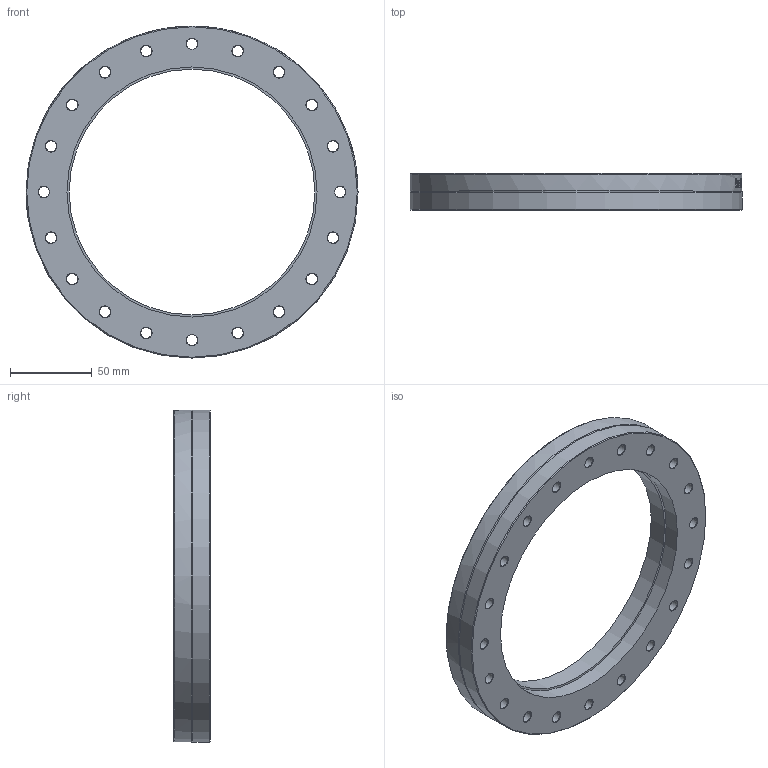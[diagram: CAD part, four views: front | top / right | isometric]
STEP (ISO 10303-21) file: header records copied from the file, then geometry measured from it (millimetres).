
FILE_DESCRIPTION(/* description */ (''),/* implementation_level */ '2;1');
FILE_NAME(/* name */ 'FL-160CFT-152.stp',/* time_stamp */ '2018-02-02T13:08:28+00:00',/* author */ ('paul'),/* organization */ (''),/* preprocessor_version */ 'ST-DEVELOPER v16.13',/* originating_system */ 'Autodesk Inventor 2018',/* authorisation */ '');
FILE_SCHEMA (('AUTOMOTIVE_DESIGN { 1 0 10303 214 3 1 1 }'));
Length unit declared in the file: millimetre
Products named in the file (1): FL-160CFT-152
Bounding box: 203 x 22.4 x 203 mm (x, y, z)
Volume: 299767.4 mm3; surface area: 62450.5 mm2
Topology: 1 solids, 1 shells, 169 faces, 450 edges, 292 vertices
Faces by surface type: bspline 53, cone 45, plane 35, cylinder 35, torus 1
Full cylindrical faces by diameter (mm): 6.647 x20, 150.2 x1, 152.9 x1, 171.4 x1, 203 x2
Entity records: 16526 total; most frequent: CARTESIAN_POINT 12815, ORIENTED_EDGE 718, DIRECTION 659, EDGE_CURVE 359, EDGE_LOOP 289, AXIS2_PLACEMENT_3D 272, VERTEX_POINT 270, FACE_OUTER_BOUND 169
